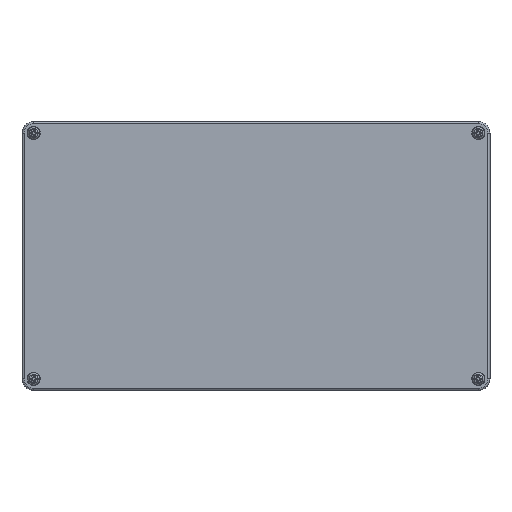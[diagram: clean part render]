
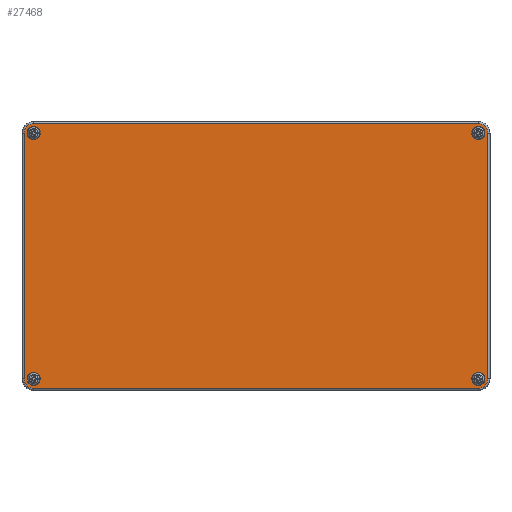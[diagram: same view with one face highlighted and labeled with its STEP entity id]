
A CAD part, top view. The second image highlights one B-rep face of the part: STEP entity #27468.
In plain terms, the highlighted planar face has unit normal (0, 0, 1).
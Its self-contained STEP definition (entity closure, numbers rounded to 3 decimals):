
#813=FACE_BOUND('',#5308,.T.);
#814=FACE_BOUND('',#5309,.T.);
#815=FACE_BOUND('',#5310,.T.);
#816=FACE_BOUND('',#5311,.T.);
#2033=PLANE('',#29474);
#3518=FACE_OUTER_BOUND('',#5307,.T.);
#5307=EDGE_LOOP('',(#23316,#23317,#23318,#23319,#23320,#23321,#23322,#23323));
#5308=EDGE_LOOP('',(#23324));
#5309=EDGE_LOOP('',(#23325));
#5310=EDGE_LOOP('',(#23326));
#5311=EDGE_LOOP('',(#23327));
#7464=LINE('',#48160,#9597);
#7465=LINE('',#48164,#9598);
#7466=LINE('',#48168,#9599);
#7467=LINE('',#48171,#9600);
#9597=VECTOR('',#34694,10.);
#9598=VECTOR('',#34697,10.);
#9599=VECTOR('',#34700,10.);
#9600=VECTOR('',#34703,10.);
#10788=CIRCLE('',#29472,5.697);
#10790=CIRCLE('',#29475,8.177);
#10791=CIRCLE('',#29476,8.177);
#10792=CIRCLE('',#29477,8.177);
#10793=CIRCLE('',#29478,8.177);
#10794=CIRCLE('',#29479,5.697);
#10795=CIRCLE('',#29480,5.697);
#10796=CIRCLE('',#29481,5.697);
#13152=VERTEX_POINT('',#48152);
#13153=VERTEX_POINT('',#48156);
#13154=VERTEX_POINT('',#48157);
#13155=VERTEX_POINT('',#48159);
#13156=VERTEX_POINT('',#48161);
#13157=VERTEX_POINT('',#48163);
#13158=VERTEX_POINT('',#48165);
#13159=VERTEX_POINT('',#48167);
#13160=VERTEX_POINT('',#48169);
#13161=VERTEX_POINT('',#48172);
#13162=VERTEX_POINT('',#48174);
#13163=VERTEX_POINT('',#48176);
#16644=EDGE_CURVE('',#13152,#13152,#10788,.T.);
#16646=EDGE_CURVE('',#13153,#13154,#10790,.T.);
#16647=EDGE_CURVE('',#13155,#13153,#7464,.T.);
#16648=EDGE_CURVE('',#13156,#13155,#10791,.T.);
#16649=EDGE_CURVE('',#13157,#13156,#7465,.T.);
#16650=EDGE_CURVE('',#13158,#13157,#10792,.T.);
#16651=EDGE_CURVE('',#13159,#13158,#7466,.T.);
#16652=EDGE_CURVE('',#13160,#13159,#10793,.T.);
#16653=EDGE_CURVE('',#13154,#13160,#7467,.T.);
#16654=EDGE_CURVE('',#13161,#13161,#10794,.T.);
#16655=EDGE_CURVE('',#13162,#13162,#10795,.T.);
#16656=EDGE_CURVE('',#13163,#13163,#10796,.T.);
#23316=ORIENTED_EDGE('',*,*,#16646,.F.);
#23317=ORIENTED_EDGE('',*,*,#16647,.F.);
#23318=ORIENTED_EDGE('',*,*,#16648,.F.);
#23319=ORIENTED_EDGE('',*,*,#16649,.F.);
#23320=ORIENTED_EDGE('',*,*,#16650,.F.);
#23321=ORIENTED_EDGE('',*,*,#16651,.F.);
#23322=ORIENTED_EDGE('',*,*,#16652,.F.);
#23323=ORIENTED_EDGE('',*,*,#16653,.F.);
#23324=ORIENTED_EDGE('',*,*,#16654,.F.);
#23325=ORIENTED_EDGE('',*,*,#16655,.F.);
#23326=ORIENTED_EDGE('',*,*,#16656,.F.);
#23327=ORIENTED_EDGE('',*,*,#16644,.F.);
#27468=ADVANCED_FACE('',(#3518,#813,#814,#815,#816),#2033,.T.);
#29472=AXIS2_PLACEMENT_3D('',#48153,#34686,#34687);
#29474=AXIS2_PLACEMENT_3D('',#48155,#34690,#34691);
#29475=AXIS2_PLACEMENT_3D('',#48158,#34692,#34693);
#29476=AXIS2_PLACEMENT_3D('',#48162,#34695,#34696);
#29477=AXIS2_PLACEMENT_3D('',#48166,#34698,#34699);
#29478=AXIS2_PLACEMENT_3D('',#48170,#34701,#34702);
#29479=AXIS2_PLACEMENT_3D('',#48173,#34704,#34705);
#29480=AXIS2_PLACEMENT_3D('',#48175,#34706,#34707);
#29481=AXIS2_PLACEMENT_3D('',#48177,#34708,#34709);
#34686=DIRECTION('center_axis',(0.,0.,1.));
#34687=DIRECTION('ref_axis',(-1.,0.,0.));
#34690=DIRECTION('center_axis',(0.,0.,1.));
#34691=DIRECTION('ref_axis',(1.,0.,0.));
#34692=DIRECTION('center_axis',(0.,0.,-1.));
#34693=DIRECTION('ref_axis',(-0.707,0.707,0.));
#34694=DIRECTION('',(0.,1.,0.));
#34695=DIRECTION('center_axis',(0.,0.,-1.));
#34696=DIRECTION('ref_axis',(-0.707,-0.707,0.));
#34697=DIRECTION('',(-1.,0.,0.));
#34698=DIRECTION('center_axis',(0.,0.,-1.));
#34699=DIRECTION('ref_axis',(0.707,-0.707,0.));
#34700=DIRECTION('',(0.,-1.,0.));
#34701=DIRECTION('center_axis',(0.,0.,-1.));
#34702=DIRECTION('ref_axis',(0.707,0.707,0.));
#34703=DIRECTION('',(1.,0.,0.));
#34704=DIRECTION('center_axis',(0.,0.,1.));
#34705=DIRECTION('ref_axis',(-1.,0.,0.));
#34706=DIRECTION('center_axis',(0.,0.,1.));
#34707=DIRECTION('ref_axis',(-1.,0.,0.));
#34708=DIRECTION('center_axis',(0.,0.,1.));
#34709=DIRECTION('ref_axis',(-1.,0.,0.));
#48152=CARTESIAN_POINT('',(195.697,-105.,20.));
#48153=CARTESIAN_POINT('Origin',(190.,-105.,20.));
#48155=CARTESIAN_POINT('Origin',(0.,0.,
20.));
#48156=CARTESIAN_POINT('',(-198.177,105.,20.));
#48157=CARTESIAN_POINT('',(-190.,113.177,20.));
#48158=CARTESIAN_POINT('Origin',(-190.,105.,20.));
#48159=CARTESIAN_POINT('',(-198.177,-105.,20.));
#48160=CARTESIAN_POINT('',(-198.177,-52.5,20.));
#48161=CARTESIAN_POINT('',(-190.,-113.177,20.));
#48162=CARTESIAN_POINT('Origin',(-190.,-105.,20.));
#48163=CARTESIAN_POINT('',(190.,-113.177,20.));
#48164=CARTESIAN_POINT('',(95.,-113.177,20.));
#48165=CARTESIAN_POINT('',(198.177,-105.,20.));
#48166=CARTESIAN_POINT('Origin',(190.,-105.,20.));
#48167=CARTESIAN_POINT('',(198.177,105.,20.));
#48168=CARTESIAN_POINT('',(198.177,52.5,20.));
#48169=CARTESIAN_POINT('',(190.,113.177,20.));
#48170=CARTESIAN_POINT('Origin',(190.,105.,20.));
#48171=CARTESIAN_POINT('',(-95.,113.177,20.));
#48172=CARTESIAN_POINT('',(195.697,105.,20.));
#48173=CARTESIAN_POINT('Origin',(190.,105.,20.));
#48174=CARTESIAN_POINT('',(-184.303,105.,20.));
#48175=CARTESIAN_POINT('Origin',(-190.,105.,20.));
#48176=CARTESIAN_POINT('',(-184.303,-105.,20.));
#48177=CARTESIAN_POINT('Origin',(-190.,-105.,20.));
